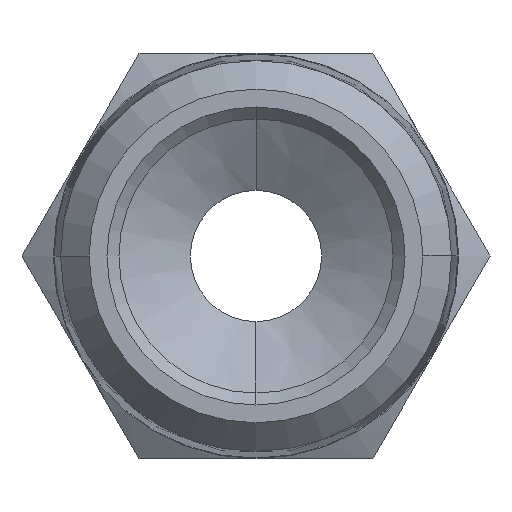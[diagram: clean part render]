
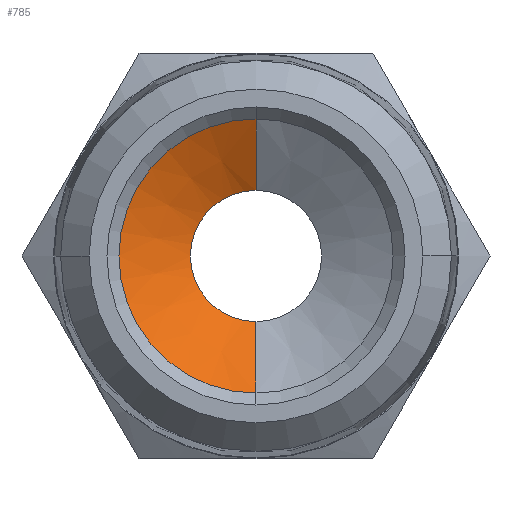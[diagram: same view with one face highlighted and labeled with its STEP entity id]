
A CAD part, front view. The second image highlights one B-rep face of the part: STEP entity #785.
In plain terms, the highlighted conical face has half-angle 60 degrees and reference radius 5.75 mm.
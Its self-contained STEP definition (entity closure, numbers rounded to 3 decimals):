
#4 = VERTEX_POINT ( 'NONE', #953 ) ;
#7 = VERTEX_POINT ( 'NONE', #950 ) ;
#9 = VERTEX_POINT ( 'NONE', #948 ) ;
#26 = CIRCLE ( 'NONE', #27, 2.75 ) ;
#27 = AXIS2_PLACEMENT_3D ( 'NONE', #1259, #1257, #1256 ) ;
#29 = CIRCLE ( 'NONE', #31, 5.75 ) ;
#30 = VECTOR ( 'NONE', #1251, 1000. ) ;
#31 = AXIS2_PLACEMENT_3D ( 'NONE', #1250, #1248, #1247 ) ;
#33 = VECTOR ( 'NONE', #1245, 1000. ) ;
#305 = EDGE_LOOP ( 'NONE', ( #502, #504, #503, #505 ) ) ;
#405 = CARTESIAN_POINT ( 'NONE',  ( 0., 16.732, -2.75 ) ) ;
#502 = ORIENTED_EDGE ( 'NONE', *, *, #796, .F. ) ;
#503 = ORIENTED_EDGE ( 'NONE', *, *, #799, .T. ) ;
#504 = ORIENTED_EDGE ( 'NONE', *, *, #798, .T. ) ;
#505 = ORIENTED_EDGE ( 'NONE', *, *, #800, .F. ) ;
#527 = CONICAL_SURFACE ( 'NONE', #531, 5.75, 1.047 ) ;
#531 = AXIS2_PLACEMENT_3D ( 'NONE', #1258, #1253, #1249 ) ;
#552 = LINE ( 'NONE', #1246, #33 ) ;
#554 = LINE ( 'NONE', #1252, #30 ) ;
#597 = FACE_OUTER_BOUND ( 'NONE', #305, .T. ) ;
#657 = VERTEX_POINT ( 'NONE', #405 ) ;
#785 = ADVANCED_FACE ( 'NONE', ( #597 ), #527, .F. ) ;
#796 = EDGE_CURVE ( 'NONE', #7, #657, #26, .T. ) ;
#798 = EDGE_CURVE ( 'NONE', #7, #4, #554, .T. ) ;
#799 = EDGE_CURVE ( 'NONE', #4, #9, #29, .T. ) ;
#800 = EDGE_CURVE ( 'NONE', #657, #9, #552, .T. ) ;
#948 = CARTESIAN_POINT ( 'NONE',  ( 0., 15., -5.75 ) ) ;
#950 = CARTESIAN_POINT ( 'NONE',  ( 0., 16.732, 2.75 ) ) ;
#953 = CARTESIAN_POINT ( 'NONE',  ( 0., 15., 5.75 ) ) ;
#1245 = DIRECTION ( 'NONE',  ( 0., -0.5, -0.866 ) ) ;
#1246 = CARTESIAN_POINT ( 'NONE',  ( 0., 15., -5.75 ) ) ;
#1247 = DIRECTION ( 'NONE',  ( 0., 0., -1. ) ) ;
#1248 = DIRECTION ( 'NONE',  ( 0., -1., 0. ) ) ;
#1249 = DIRECTION ( 'NONE',  ( 0., 0., -1. ) ) ;
#1250 = CARTESIAN_POINT ( 'NONE',  ( 0., 15., 0. ) ) ;
#1251 = DIRECTION ( 'NONE',  ( 0., -0.5, 0.866 ) ) ;
#1252 = CARTESIAN_POINT ( 'NONE',  ( 0., 15., 5.75 ) ) ;
#1253 = DIRECTION ( 'NONE',  ( 0., -1., 0. ) ) ;
#1256 = DIRECTION ( 'NONE',  ( 0., 0., -1. ) ) ;
#1257 = DIRECTION ( 'NONE',  ( 0., -1., 0. ) ) ;
#1258 = CARTESIAN_POINT ( 'NONE',  ( 0., 15., 0. ) ) ;
#1259 = CARTESIAN_POINT ( 'NONE',  ( 0., 16.732, 0. ) ) ;
